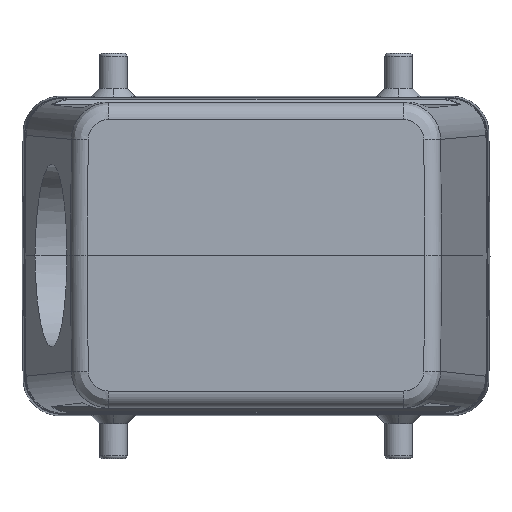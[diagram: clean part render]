
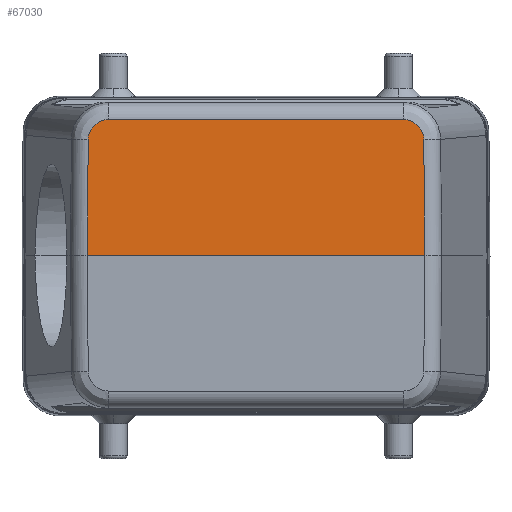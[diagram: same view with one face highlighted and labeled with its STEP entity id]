
A CAD part, top view. The second image highlights one B-rep face of the part: STEP entity #67030.
In plain terms, the highlighted face is planar.
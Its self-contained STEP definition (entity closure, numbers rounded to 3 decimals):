
#1810=CARTESIAN_POINT('',(56.559,0.,-75.));
#1820=DIRECTION('',(0.,-1.,0.));
#1830=VECTOR('',#1820,1.);
#1840=LINE('',#1810,#1830);
#1850=CARTESIAN_POINT('',(56.559,78.964,-75.));
#1860=VERTEX_POINT('',#1850);
#1870=CARTESIAN_POINT('',(56.559,19.868,-75.));
#1880=VERTEX_POINT('',#1870);
#1890=EDGE_CURVE('',#1860,#1880,#1840,.T.);
#65930=CARTESIAN_POINT('',(56.559,0.,-75.));
#65940=DIRECTION('',(-0.009,0.,-1.));
#65950=DIRECTION('',(-1.,0.,0.009));
#65960=AXIS2_PLACEMENT_3D('',#65930,#65940,#65950);
#65970=PLANE('',#65960);
#65980=CARTESIAN_POINT('',(113.091,79.378,
-75.493));
#65990=DIRECTION('',(1.,0.007,
-0.009));
#66000=VECTOR('',#65990,1.);
#66010=LINE('',#65980,#66000);
#66020=CARTESIAN_POINT('',(36.246,78.815,
-74.823));
#66030=VERTEX_POINT('',#66020);
#66040=EDGE_CURVE('',#66030,#1860,#66010,.T.);
#66050=ORIENTED_EDGE('',*,*,#66040,.T.);
#66060=CARTESIAN_POINT('',(32.786,75.278,
-74.793));
#66070=CARTESIAN_POINT('',(32.786,75.378,
-74.793));
#66080=CARTESIAN_POINT('',(32.79,75.479,
-74.793));
#66090=CARTESIAN_POINT('',(32.811,75.725,
-74.793));
#66100=CARTESIAN_POINT('',(32.832,75.87,
-74.793));
#66110=CARTESIAN_POINT('',(32.892,76.156,
-74.793));
#66120=CARTESIAN_POINT('',(32.93,76.296,
-74.794));
#66130=CARTESIAN_POINT('',(33.,76.502,
-74.794));
#66140=CARTESIAN_POINT('',(33.026,76.57,
-74.795));
#66150=CARTESIAN_POINT('',(33.08,76.704,
-74.795));
#66160=CARTESIAN_POINT('',(33.11,76.77,
-74.795));
#66170=CARTESIAN_POINT('',(33.204,76.966,
-74.796));
#66180=CARTESIAN_POINT('',(33.275,77.093,
-74.797));
#66190=CARTESIAN_POINT('',(33.432,77.337,
-74.798));
#66200=CARTESIAN_POINT('',(33.518,77.454,
-74.799));
#66210=CARTESIAN_POINT('',(33.611,77.565,
-74.8));
#66220=CARTESIAN_POINT('',(33.673,77.639,
-74.8));
#66230=CARTESIAN_POINT('',(33.738,77.711,
-74.801));
#66240=CARTESIAN_POINT('',(33.874,77.849,
-74.802));
#66250=CARTESIAN_POINT('',(33.945,77.915,
-74.803));
#66260=CARTESIAN_POINT('',(34.092,78.042,
-74.804));
#66270=CARTESIAN_POINT('',(34.168,78.102,
-74.805));
#66280=CARTESIAN_POINT('',(34.325,78.215,
-74.806));
#66290=CARTESIAN_POINT('',(34.405,78.269,
-74.807));
#66300=CARTESIAN_POINT('',(34.611,78.393,
-74.808));
#66310=CARTESIAN_POINT('',(34.738,78.459,
-74.81));
#66320=CARTESIAN_POINT('',(35.,78.575,
-74.812));
#66330=CARTESIAN_POINT('',(35.134,78.625,
-74.813));
#66340=CARTESIAN_POINT('',(35.408,78.709,
-74.815));
#66350=CARTESIAN_POINT('',(35.547,78.741,
-74.817));
#66360=CARTESIAN_POINT('',(35.784,78.782,
-74.819));
#66370=CARTESIAN_POINT('',(35.88,78.794,
-74.82));
#66380=CARTESIAN_POINT('',(36.066,78.81,
-74.821));
#66390=CARTESIAN_POINT('',(36.156,78.815,
-74.822));
#66400=CARTESIAN_POINT('',(36.246,78.815,
-74.823));
#66410=B_SPLINE_CURVE_WITH_KNOTS('',3,(#66060,#66070,#66080,#66090,
#66100,#66110,#66120,#66130,#66140,#66150,#66160,#66170,#66180,#66190,
#66200,#66210,#66220,#66230,#66240,#66250,#66260,#66270,#66280,#66290,
#66300,#66310,#66320,#66330,#66340,#66350,#66360,#66370,#66380,#66390,
#66400),.UNSPECIFIED.,.F.,.F.,(4,2,2,2,2,2,2,3,2,2,2,2,2,2,2,2,4),(0.,
0.429,1.053,1.671,1.98,
2.289,2.908,3.528,3.942,
4.356,4.77,5.184,5.797,
6.409,7.022,7.437,7.823),
.UNSPECIFIED.);
#66420=CARTESIAN_POINT('',(32.786,75.278,
-74.793));
#66430=VERTEX_POINT('',#66420);
#66440=EDGE_CURVE('',#66430,#66030,#66410,.T.);
#66450=ORIENTED_EDGE('',*,*,#66440,.T.);
#66460=CARTESIAN_POINT('',(32.786,0.,-74.793));
#66470=DIRECTION('',(0.,1.,0.));
#66480=VECTOR('',#66470,1.);
#66490=LINE('',#66460,#66480);
#66500=CARTESIAN_POINT('',(32.786,23.555,
-74.793));
#66510=VERTEX_POINT('',#66500);
#66520=EDGE_CURVE('',#66510,#66430,#66490,.T.);
#66530=ORIENTED_EDGE('',*,*,#66520,.T.);
#66540=CARTESIAN_POINT('',(32.786,23.555,
-74.793));
#66550=CARTESIAN_POINT('',(32.786,23.454,
-74.793));
#66560=CARTESIAN_POINT('',(32.79,23.354,
-74.793));
#66570=CARTESIAN_POINT('',(32.811,23.107,
-74.793));
#66580=CARTESIAN_POINT('',(32.832,22.962,
-74.793));
#66590=CARTESIAN_POINT('',(32.892,22.677,
-74.793));
#66600=CARTESIAN_POINT('',(32.93,22.537,
-74.794));
#66610=CARTESIAN_POINT('',(33.,22.331,
-74.794));
#66620=CARTESIAN_POINT('',(33.026,22.263,
-74.795));
#66630=CARTESIAN_POINT('',(33.08,22.128,
-74.795));
#66640=CARTESIAN_POINT('',(33.11,22.062,
-74.795));
#66650=CARTESIAN_POINT('',(33.204,21.866,
-74.796));
#66660=CARTESIAN_POINT('',(33.275,21.739,
-74.797));
#66670=CARTESIAN_POINT('',(33.432,21.496,
-74.798));
#66680=CARTESIAN_POINT('',(33.518,21.379,
-74.799));
#66690=CARTESIAN_POINT('',(33.611,21.267,
-74.8));
#66700=CARTESIAN_POINT('',(33.673,21.193,
-74.8));
#66710=CARTESIAN_POINT('',(33.738,21.121,
-74.801));
#66720=CARTESIAN_POINT('',(33.874,20.983,
-74.802));
#66730=CARTESIAN_POINT('',(33.945,20.917,
-74.803));
#66740=CARTESIAN_POINT('',(34.092,20.791,
-74.804));
#66750=CARTESIAN_POINT('',(34.168,20.731,
-74.805));
#66760=CARTESIAN_POINT('',(34.325,20.617,
-74.806));
#66770=CARTESIAN_POINT('',(34.405,20.564,
-74.807));
#66780=CARTESIAN_POINT('',(34.611,20.44,
-74.808));
#66790=CARTESIAN_POINT('',(34.738,20.374,
-74.81));
#66800=CARTESIAN_POINT('',(35.,20.257,
-74.812));
#66810=CARTESIAN_POINT('',(35.134,20.207,
-74.813));
#66820=CARTESIAN_POINT('',(35.408,20.124,
-74.815));
#66830=CARTESIAN_POINT('',(35.547,20.091,
-74.817));
#66840=CARTESIAN_POINT('',(35.784,20.05,
-74.819));
#66850=CARTESIAN_POINT('',(35.88,20.038,
-74.82));
#66860=CARTESIAN_POINT('',(36.066,20.022,
-74.821));
#66870=CARTESIAN_POINT('',(36.156,20.018,
-74.822));
#66880=CARTESIAN_POINT('',(36.246,20.017,
-74.823));
#66890=B_SPLINE_CURVE_WITH_KNOTS('',3,(#66540,#66550,#66560,#66570,
#66580,#66590,#66600,#66610,#66620,#66630,#66640,#66650,#66660,#66670,
#66680,#66690,#66700,#66710,#66720,#66730,#66740,#66750,#66760,#66770,
#66780,#66790,#66800,#66810,#66820,#66830,#66840,#66850,#66860,#66870,
#66880),.UNSPECIFIED.,.F.,.F.,(4,2,2,2,2,2,2,3,2,2,2,2,2,2,2,2,4),(0.,
0.429,1.053,1.671,1.98,
2.289,2.908,3.528,3.942,
4.356,4.77,5.184,5.797,
6.409,7.022,7.437,7.823),
.UNSPECIFIED.);
#66900=CARTESIAN_POINT('',(36.246,20.017,
-74.823));
#66910=VERTEX_POINT('',#66900);
#66920=EDGE_CURVE('',#66510,#66910,#66890,.T.);
#66930=ORIENTED_EDGE('',*,*,#66920,.F.);
#66940=CARTESIAN_POINT('',(113.091,19.454,
-75.493));
#66950=DIRECTION('',(1.,-0.007,
-0.009));
#66960=VECTOR('',#66950,1.);
#66970=LINE('',#66940,#66960);
#66980=EDGE_CURVE('',#66910,#1880,#66970,.T.);
#66990=ORIENTED_EDGE('',*,*,#66980,.F.);
#67000=ORIENTED_EDGE('',*,*,#1890,.T.);
#67010=EDGE_LOOP('',(#67000,#66990,#66930,#66530,#66450,#66050));
#67020=FACE_OUTER_BOUND('',#67010,.T.);
#67030=ADVANCED_FACE('F110',(#67020),#65970,.T.);
